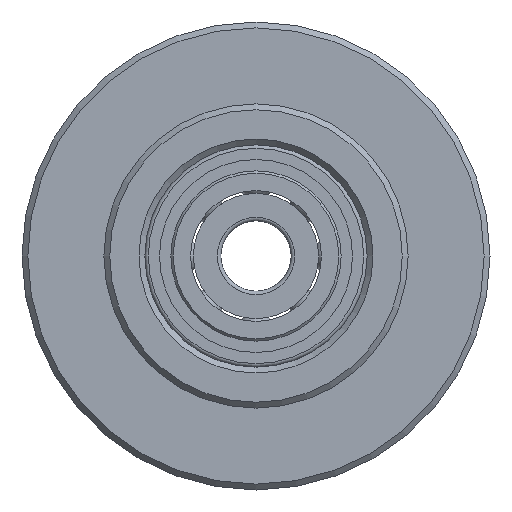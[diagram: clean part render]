
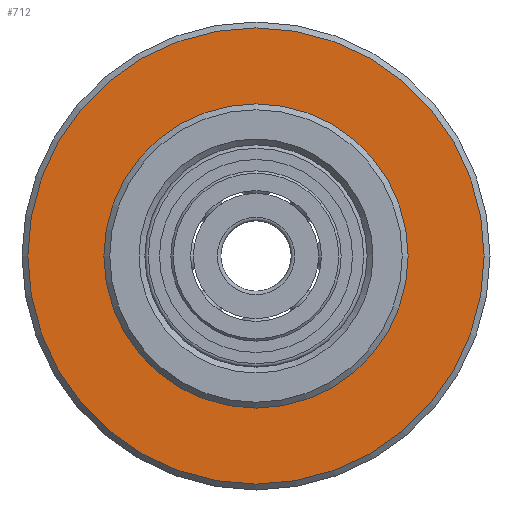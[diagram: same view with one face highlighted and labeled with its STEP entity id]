
A CAD part, left-side view. The second image highlights one B-rep face of the part: STEP entity #712.
In plain terms, the highlighted planar face has unit normal (-1, 0, 0).
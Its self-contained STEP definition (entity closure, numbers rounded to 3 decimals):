
#108=FACE_BOUND('',#240,.T.);
#172=FACE_OUTER_BOUND('',#239,.T.);
#239=EDGE_LOOP('',(#569));
#240=EDGE_LOOP('',(#570));
#356=CIRCLE('',#814,19.5);
#357=CIRCLE('',#816,13.);
#422=VERTEX_POINT('',#1235);
#423=VERTEX_POINT('',#1238);
#496=EDGE_CURVE('',#422,#422,#356,.T.);
#497=EDGE_CURVE('',#423,#423,#357,.T.);
#569=ORIENTED_EDGE('',*,*,#496,.F.);
#570=ORIENTED_EDGE('',*,*,#497,.T.);
#689=PLANE('',#815);
#712=ADVANCED_FACE('',(#172,#108),#689,.F.);
#814=AXIS2_PLACEMENT_3D('',#1236,#967,#968);
#815=AXIS2_PLACEMENT_3D('',#1237,#969,#970);
#816=AXIS2_PLACEMENT_3D('',#1239,#971,#972);
#967=DIRECTION('center_axis',(1.,0.,0.));
#968=DIRECTION('ref_axis',(0.,1.,0.));
#969=DIRECTION('center_axis',(1.,0.,0.));
#970=DIRECTION('ref_axis',(0.,0.,-1.));
#971=DIRECTION('center_axis',(1.,0.,0.));
#972=DIRECTION('ref_axis',(0.,1.,0.));
#1235=CARTESIAN_POINT('',(-14.,-19.5,0.));
#1236=CARTESIAN_POINT('Origin',(-14.,0.,0.));
#1237=CARTESIAN_POINT('Origin',(-14.,39.,-39.));
#1238=CARTESIAN_POINT('',(-14.,-13.,0.));
#1239=CARTESIAN_POINT('Origin',(-14.,0.,0.));
